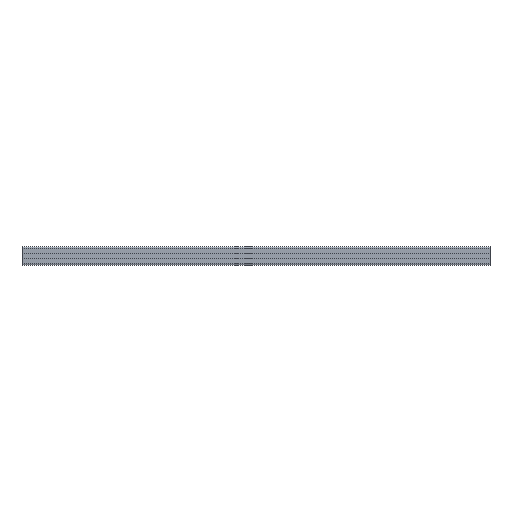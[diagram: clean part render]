
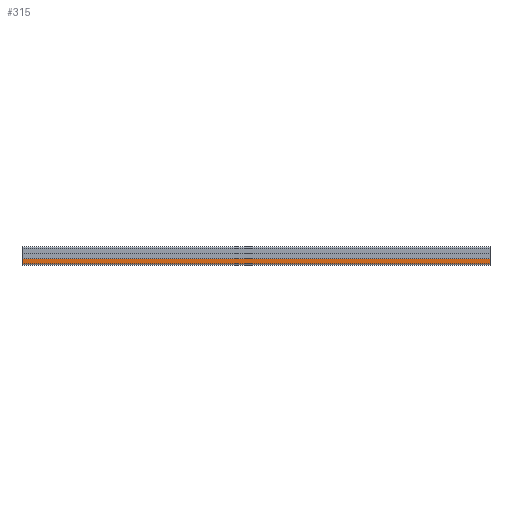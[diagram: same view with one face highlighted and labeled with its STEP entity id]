
A CAD part, front view. The second image highlights one B-rep face of the part: STEP entity #315.
In plain terms, the highlighted planar face has unit normal (0, -1, 0).
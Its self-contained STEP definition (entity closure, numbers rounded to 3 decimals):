
#315=ADVANCED_FACE('',(#679),#680,.T.);
#679=FACE_OUTER_BOUND('',#1099,.T.);
#680=PLANE('',#1100);
#1099=EDGE_LOOP('',(#1903,#1904,#1905,#1906));
#1100=AXIS2_PLACEMENT_3D('',#1907,#1908,#1909);
#1903=ORIENTED_EDGE('',*,*,#2921,.T.);
#1904=ORIENTED_EDGE('',*,*,#2922,.F.);
#1905=ORIENTED_EDGE('',*,*,#2923,.T.);
#1906=ORIENTED_EDGE('',*,*,#2918,.T.);
#1907=CARTESIAN_POINT('',(0.0,-20.0,-11.4));
#1908=DIRECTION('',(0.0,-1.0,0.0));
#1909=DIRECTION('',(0.0,0.0,-1.0));
#2918=EDGE_CURVE('',#3606,#3604,#3607,.T.);
#2921=EDGE_CURVE('',#3604,#3610,#3611,.T.);
#2922=EDGE_CURVE('',#3612,#3610,#3613,.T.);
#2923=EDGE_CURVE('',#3612,#3606,#3614,.T.);
#3604=VERTEX_POINT('',#4607);
#3606=VERTEX_POINT('',#4609);
#3607=LINE('',#4610,#4611);
#3610=VERTEX_POINT('',#4614);
#3611=LINE('',#4615,#4616);
#3612=VERTEX_POINT('',#4617);
#3613=LINE('',#4618,#4619);
#3614=LINE('',#4620,#4621);
#4607=CARTESIAN_POINT('',(1000.0,-20.0,-17.0));
#4609=CARTESIAN_POINT('',(0.0,-20.0,-17.0));
#4610=CARTESIAN_POINT('',(0.0,-20.0,-17.0));
#4611=VECTOR('',#5375,1.0);
#4614=CARTESIAN_POINT('',(1000.0,-20.0,-5.8));
#4615=CARTESIAN_POINT('',(1000.0,-20.0,-5.8));
#4616=VECTOR('',#5379,1.0);
#4617=CARTESIAN_POINT('',(0.0,-20.0,-5.8));
#4618=CARTESIAN_POINT('',(0.0,-20.0,-5.8));
#4619=VECTOR('',#5380,1.0);
#4620=CARTESIAN_POINT('',(0.0,-20.0,-5.8));
#4621=VECTOR('',#5381,1.0);
#5375=DIRECTION('',(1.0,0.0,0.0));
#5379=DIRECTION('',(-0.0,0.0,1.0));
#5380=DIRECTION('',(1.0,0.0,0.0));
#5381=DIRECTION('',(0.0,0.0,-1.0));
